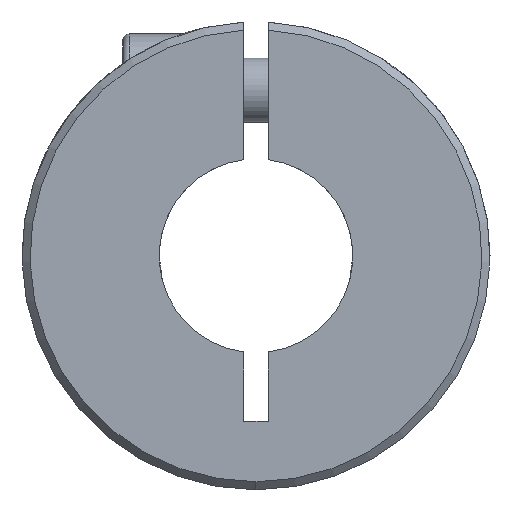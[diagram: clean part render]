
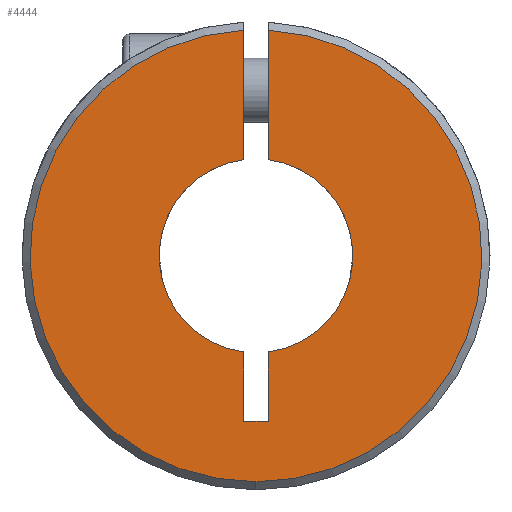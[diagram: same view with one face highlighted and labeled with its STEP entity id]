
A CAD part, left-side view. The second image highlights one B-rep face of the part: STEP entity #4444.
In plain terms, the highlighted planar face has unit normal (-1, 0, 0).
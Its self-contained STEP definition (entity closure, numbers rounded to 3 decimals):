
#4 = VECTOR ( 'NONE', #6271, 1000. ) ;
#25 = VERTEX_POINT ( 'NONE', #1200 ) ;
#37 = LINE ( 'NONE', #476, #6606 ) ;
#114 = LINE ( 'NONE', #1673, #3451 ) ;
#150 = EDGE_CURVE ( 'NONE', #3358, #5517, #1173, .T. ) ;
#161 = EDGE_CURVE ( 'NONE', #1948, #3358, #3172, .T. ) ;
#322 = AXIS2_PLACEMENT_3D ( 'NONE', #3318, #2182, #6594 ) ;
#328 = CIRCLE ( 'NONE', #322, 6. ) ;
#476 = CARTESIAN_POINT ( 'NONE',  ( -22.5, 0.75, -10.25 ) ) ;
#610 = CARTESIAN_POINT ( 'NONE',  ( -22.5, 0.75, -10.25 ) ) ;
#644 = ORIENTED_EDGE ( 'NONE', *, *, #150, .F. ) ;
#693 = AXIS2_PLACEMENT_3D ( 'NONE', #4281, #3689, #970 ) ;
#869 = EDGE_CURVE ( 'NONE', #1948, #4874, #114, .T. ) ;
#970 = DIRECTION ( 'NONE',  ( 0., 0., -1. ) ) ;
#1163 = ORIENTED_EDGE ( 'NONE', *, *, #6258, .T. ) ;
#1173 = CIRCLE ( 'NONE', #2072, 6. ) ;
#1200 = CARTESIAN_POINT ( 'NONE',  ( -22.5, 0.75, 13.98 ) ) ;
#1400 = ORIENTED_EDGE ( 'NONE', *, *, #161, .F. ) ;
#1575 = DIRECTION ( 'NONE',  ( 0., 0., 1. ) ) ;
#1673 = CARTESIAN_POINT ( 'NONE',  ( -22.5, -0.75, -10.25 ) ) ;
#1948 = VERTEX_POINT ( 'NONE', #6653 ) ;
#2072 = AXIS2_PLACEMENT_3D ( 'NONE', #2750, #3913, #1575 ) ;
#2182 = DIRECTION ( 'NONE',  ( -1., 0., 0. ) ) ;
#2246 = DIRECTION ( 'NONE',  ( 0., 1., 0. ) ) ;
#2263 = LINE ( 'NONE', #4523, #2635 ) ;
#2279 = CARTESIAN_POINT ( 'NONE',  ( -22.5, 0.75, -10.25 ) ) ;
#2313 = LINE ( 'NONE', #2279, #4 ) ;
#2332 = DIRECTION ( 'NONE',  ( 0., 0., 1. ) ) ;
#2461 = ORIENTED_EDGE ( 'NONE', *, *, #2737, .F. ) ;
#2545 = AXIS2_PLACEMENT_3D ( 'NONE', #2688, #4296, #4892 ) ;
#2635 = VECTOR ( 'NONE', #2332, 1000. ) ;
#2688 = CARTESIAN_POINT ( 'NONE',  ( -22.5, 6., 0. ) ) ;
#2737 = EDGE_CURVE ( 'NONE', #5517, #5065, #2263, .T. ) ;
#2750 = CARTESIAN_POINT ( 'NONE',  ( -22.5, 0., 0. ) ) ;
#3172 = LINE ( 'NONE', #4486, #3725 ) ;
#3177 = CARTESIAN_POINT ( 'NONE',  ( -22.5, 0.75, 5.953 ) ) ;
#3318 = CARTESIAN_POINT ( 'NONE',  ( -22.5, 0., 0. ) ) ;
#3358 = VERTEX_POINT ( 'NONE', #6848 ) ;
#3451 = VECTOR ( 'NONE', #2246, 1000. ) ;
#3594 = EDGE_CURVE ( 'NONE', #5136, #5065, #4540, .T. ) ;
#3689 = DIRECTION ( 'NONE',  ( -1., 0., 0. ) ) ;
#3701 = EDGE_CURVE ( 'NONE', #3852, #4629, #328, .T. ) ;
#3725 = VECTOR ( 'NONE', #4365, 1000. ) ;
#3755 = CIRCLE ( 'NONE', #5640, 14. ) ;
#3826 = DIRECTION ( 'NONE',  ( -1., 0., 0. ) ) ;
#3852 = VERTEX_POINT ( 'NONE', #3177 ) ;
#3913 = DIRECTION ( 'NONE',  ( -1., 0., 0. ) ) ;
#4023 = CARTESIAN_POINT ( 'NONE',  ( -22.5, 0., -14. ) ) ;
#4077 = CARTESIAN_POINT ( 'NONE',  ( -22.5, 0.75, -5.953 ) ) ;
#4208 = EDGE_LOOP ( 'NONE', ( #4378, #6484, #4530, #2461, #644, #1400, #4692, #1163, #6916 ) ) ;
#4250 = EDGE_CURVE ( 'NONE', #3852, #25, #2313, .T. ) ;
#4281 = CARTESIAN_POINT ( 'NONE',  ( -22.5, 0., 0. ) ) ;
#4296 = DIRECTION ( 'NONE',  ( 1., 0., 0. ) ) ;
#4354 = CARTESIAN_POINT ( 'NONE',  ( -22.5, -0.75, 13.98 ) ) ;
#4365 = DIRECTION ( 'NONE',  ( 0., 0., 1. ) ) ;
#4378 = ORIENTED_EDGE ( 'NONE', *, *, #4250, .T. ) ;
#4444 = ADVANCED_FACE ( 'NONE', ( #5406 ), #7110, .F. ) ;
#4465 = CARTESIAN_POINT ( 'NONE',  ( -22.5, 0., 0. ) ) ;
#4486 = CARTESIAN_POINT ( 'NONE',  ( -22.5, -0.75, -10.25 ) ) ;
#4523 = CARTESIAN_POINT ( 'NONE',  ( -22.5, -0.75, -10.25 ) ) ;
#4530 = ORIENTED_EDGE ( 'NONE', *, *, #3594, .T. ) ;
#4540 = CIRCLE ( 'NONE', #693, 14. ) ;
#4629 = VERTEX_POINT ( 'NONE', #4077 ) ;
#4692 = ORIENTED_EDGE ( 'NONE', *, *, #869, .T. ) ;
#4874 = VERTEX_POINT ( 'NONE', #610 ) ;
#4892 = DIRECTION ( 'NONE',  ( 0., 0., -1. ) ) ;
#5065 = VERTEX_POINT ( 'NONE', #4354 ) ;
#5136 = VERTEX_POINT ( 'NONE', #4023 ) ;
#5406 = FACE_OUTER_BOUND ( 'NONE', #4208, .T. ) ;
#5517 = VERTEX_POINT ( 'NONE', #7181 ) ;
#5640 = AXIS2_PLACEMENT_3D ( 'NONE', #4465, #3826, #6697 ) ;
#6160 = DIRECTION ( 'NONE',  ( 0., 0., 1. ) ) ;
#6241 = EDGE_CURVE ( 'NONE', #25, #5136, #3755, .T. ) ;
#6258 = EDGE_CURVE ( 'NONE', #4874, #4629, #37, .T. ) ;
#6271 = DIRECTION ( 'NONE',  ( 0., 0., 1. ) ) ;
#6484 = ORIENTED_EDGE ( 'NONE', *, *, #6241, .T. ) ;
#6594 = DIRECTION ( 'NONE',  ( 0., 0., 1. ) ) ;
#6606 = VECTOR ( 'NONE', #6160, 1000. ) ;
#6653 = CARTESIAN_POINT ( 'NONE',  ( -22.5, -0.75, -10.25 ) ) ;
#6697 = DIRECTION ( 'NONE',  ( 0., 0., -1. ) ) ;
#6848 = CARTESIAN_POINT ( 'NONE',  ( -22.5, -0.75, -5.953 ) ) ;
#6916 = ORIENTED_EDGE ( 'NONE', *, *, #3701, .F. ) ;
#7110 = PLANE ( 'NONE',  #2545 ) ;
#7181 = CARTESIAN_POINT ( 'NONE',  ( -22.5, -0.75, 5.953 ) ) ;
